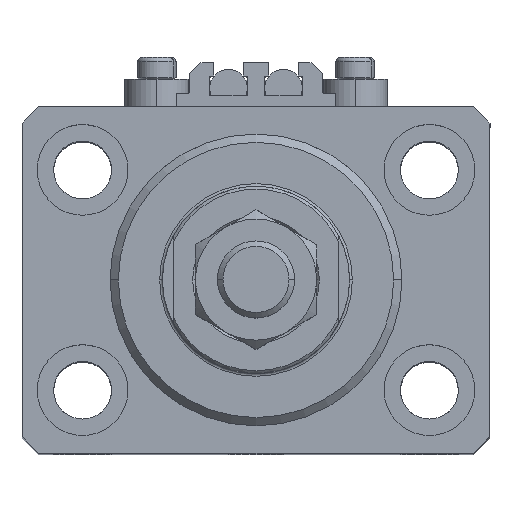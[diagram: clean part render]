
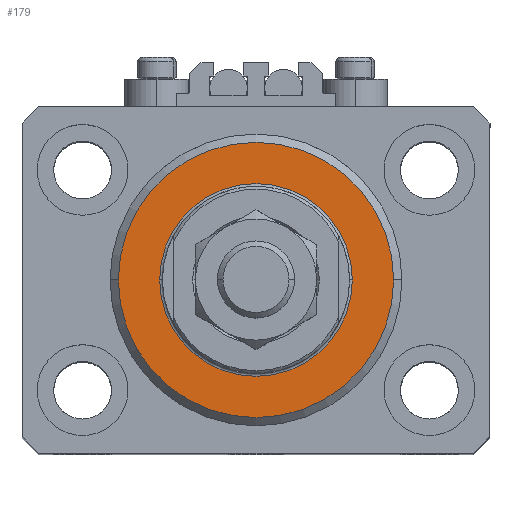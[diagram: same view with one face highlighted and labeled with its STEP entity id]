
A CAD part, top view. The second image highlights one B-rep face of the part: STEP entity #179.
In plain terms, the highlighted face is planar.
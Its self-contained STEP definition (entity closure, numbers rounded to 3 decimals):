
#179 = ADVANCED_FACE ( 'NONE', ( #2109, #18428 ), #48832, .F. ) ;
#1835 = CARTESIAN_POINT ( 'NONE',  ( 17.5, 0., 0. ) ) ;
#2109 = FACE_BOUND ( 'NONE', #44973, .T. ) ;
#4424 = CIRCLE ( 'NONE', #24817, 25. ) ;
#6136 = CIRCLE ( 'NONE', #14286, 25. ) ;
#6196 = CARTESIAN_POINT ( 'NONE',  ( 0., 0., 0. ) ) ;
#6737 = CARTESIAN_POINT ( 'NONE',  ( 0., 0., 0. ) ) ;
#7675 = VERTEX_POINT ( 'NONE', #1835 ) ;
#9033 = DIRECTION ( 'NONE',  ( 0., 0., -1. ) ) ;
#10680 = VERTEX_POINT ( 'NONE', #36164 ) ;
#11262 = DIRECTION ( 'NONE',  ( 1., 0., 0. ) ) ;
#11546 = ORIENTED_EDGE ( 'NONE', *, *, #23176, .T. ) ;
#11751 = ORIENTED_EDGE ( 'NONE', *, *, #24152, .T. ) ;
#14286 = AXIS2_PLACEMENT_3D ( 'NONE', #44015, #9033, #24625 ) ;
#15045 = CARTESIAN_POINT ( 'NONE',  ( -17.5, 0., 0. ) ) ;
#15103 = DIRECTION ( 'NONE',  ( 0., 0., 1. ) ) ;
#18237 = EDGE_CURVE ( 'NONE', #40470, #10680, #4424, .T. ) ;
#18428 = FACE_OUTER_BOUND ( 'NONE', #25515, .T. ) ;
#18727 = DIRECTION ( 'NONE',  ( 0., 0., 1. ) ) ;
#18944 = DIRECTION ( 'NONE',  ( 0., 0., 1. ) ) ;
#19190 = CARTESIAN_POINT ( 'NONE',  ( 0., 0., 0. ) ) ;
#20143 = ORIENTED_EDGE ( 'NONE', *, *, #18237, .T. ) ;
#21831 = VERTEX_POINT ( 'NONE', #15045 ) ;
#22410 = AXIS2_PLACEMENT_3D ( 'NONE', #6737, #18727, #42218 ) ;
#22699 = DIRECTION ( 'NONE',  ( 0., 0., -1. ) ) ;
#23176 = EDGE_CURVE ( 'NONE', #21831, #7675, #46885, .T. ) ;
#24152 = EDGE_CURVE ( 'NONE', #10680, #40470, #6136, .T. ) ;
#24625 = DIRECTION ( 'NONE',  ( 1., 0., 0. ) ) ;
#24817 = AXIS2_PLACEMENT_3D ( 'NONE', #26791, #22699, #42881 ) ;
#25515 = EDGE_LOOP ( 'NONE', ( #11751, #20143 ) ) ;
#26791 = CARTESIAN_POINT ( 'NONE',  ( 0., 0., 0. ) ) ;
#27703 = AXIS2_PLACEMENT_3D ( 'NONE', #6196, #15103, #11262 ) ;
#28665 = CIRCLE ( 'NONE', #36036, 17.5 ) ;
#29914 = ORIENTED_EDGE ( 'NONE', *, *, #41459, .T. ) ;
#36036 = AXIS2_PLACEMENT_3D ( 'NONE', #19190, #18944, #42425 ) ;
#36164 = CARTESIAN_POINT ( 'NONE',  ( 25., 0., 0. ) ) ;
#37592 = CARTESIAN_POINT ( 'NONE',  ( -25., 0., 0. ) ) ;
#40470 = VERTEX_POINT ( 'NONE', #37592 ) ;
#41459 = EDGE_CURVE ( 'NONE', #7675, #21831, #28665, .T. ) ;
#42218 = DIRECTION ( 'NONE',  ( 1., 0., 0. ) ) ;
#42425 = DIRECTION ( 'NONE',  ( 1., 0., 0. ) ) ;
#42881 = DIRECTION ( 'NONE',  ( 1., 0., 0. ) ) ;
#44015 = CARTESIAN_POINT ( 'NONE',  ( 0., 0., 0. ) ) ;
#44973 = EDGE_LOOP ( 'NONE', ( #29914, #11546 ) ) ;
#46885 = CIRCLE ( 'NONE', #22410, 17.5 ) ;
#48832 = PLANE ( 'NONE',  #27703 ) ;
